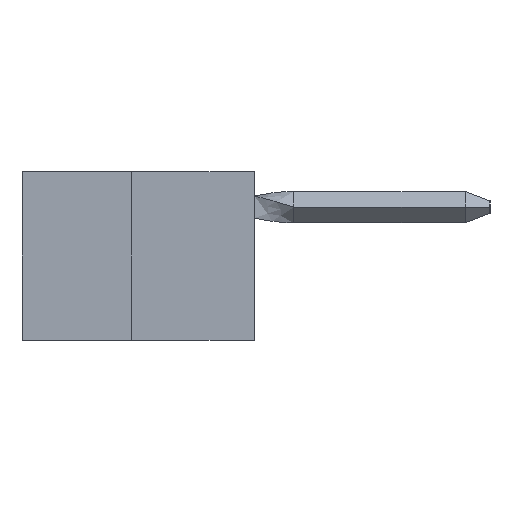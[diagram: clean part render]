
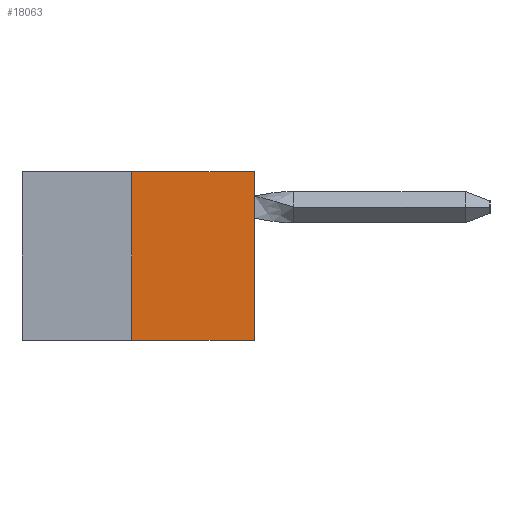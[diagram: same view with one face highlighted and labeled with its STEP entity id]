
A CAD part, left-side view. The second image highlights one B-rep face of the part: STEP entity #18063.
In plain terms, the highlighted planar face has unit normal (-1, 0, 0).
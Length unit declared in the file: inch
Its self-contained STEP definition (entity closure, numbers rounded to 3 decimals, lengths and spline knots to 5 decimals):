
#935 = AXIS2_PLACEMENT_3D ( 'NONE', #13615, #8063, #19353 ) ;
#2433 = CARTESIAN_POINT ( 'NONE',  ( 0., 0.25, 0. ) ) ;
#3495 = LINE ( 'NONE', #14998, #22451 ) ;
#4913 = VERTEX_POINT ( 'NONE', #12628 ) ;
#5313 = VERTEX_POINT ( 'NONE', #2433 ) ;
#5977 = DIRECTION ( 'NONE',  ( 0., 0., 1. ) ) ;
#6020 = CARTESIAN_POINT ( 'NONE',  ( 0., 0.473, 0. ) ) ;
#7637 = EDGE_CURVE ( 'NONE', #5313, #10193, #21948, .T. ) ;
#7713 = VECTOR ( 'NONE', #9191, 39.37008 ) ;
#8063 = DIRECTION ( 'NONE',  ( 1., 0., 0. ) ) ;
#8816 = CARTESIAN_POINT ( 'NONE',  ( 0., 0.25, -0.343 ) ) ;
#9191 = DIRECTION ( 'NONE',  ( 0., -1., 0. ) ) ;
#9564 = LINE ( 'NONE', #13613, #23593 ) ;
#9920 = ORIENTED_EDGE ( 'NONE', *, *, #10098, .F. ) ;
#10098 = EDGE_CURVE ( 'NONE', #10430, #5313, #3495, .T. ) ;
#10193 = VERTEX_POINT ( 'NONE', #20841 ) ;
#10430 = VERTEX_POINT ( 'NONE', #8816 ) ;
#11625 = ORIENTED_EDGE ( 'NONE', *, *, #12273, .T. ) ;
#12273 = EDGE_CURVE ( 'NONE', #10430, #4913, #16591, .T. ) ;
#12628 = CARTESIAN_POINT ( 'NONE',  ( 0., 0., -0.343 ) ) ;
#12907 = FACE_OUTER_BOUND ( 'NONE', #13706, .T. ) ;
#13613 = CARTESIAN_POINT ( 'NONE',  ( 0., 0., 0. ) ) ;
#13615 = CARTESIAN_POINT ( 'NONE',  ( 0., 0.473, 0. ) ) ;
#13706 = EDGE_LOOP ( 'NONE', ( #14060, #9920, #11625, #14619 ) ) ;
#13761 = PLANE ( 'NONE',  #935 ) ;
#14060 = ORIENTED_EDGE ( 'NONE', *, *, #7637, .F. ) ;
#14619 = ORIENTED_EDGE ( 'NONE', *, *, #16147, .T. ) ;
#14699 = CARTESIAN_POINT ( 'NONE',  ( 0., 0.473, -0.343 ) ) ;
#14998 = CARTESIAN_POINT ( 'NONE',  ( 0., 0.25, 0. ) ) ;
#15643 = VECTOR ( 'NONE', #16033, 39.37008 ) ;
#16033 = DIRECTION ( 'NONE',  ( 0., -1., 0. ) ) ;
#16147 = EDGE_CURVE ( 'NONE', #4913, #10193, #9564, .T. ) ;
#16591 = LINE ( 'NONE', #14699, #7713 ) ;
#18063 = ADVANCED_FACE ( 'NONE', ( #12907 ), #13761, .F. ) ;
#18827 = DIRECTION ( 'NONE',  ( 0., 0., 1. ) ) ;
#19353 = DIRECTION ( 'NONE',  ( 0., 0., -1. ) ) ;
#20841 = CARTESIAN_POINT ( 'NONE',  ( 0., 0., 0. ) ) ;
#21948 = LINE ( 'NONE', #6020, #15643 ) ;
#22451 = VECTOR ( 'NONE', #18827, 39.37008 ) ;
#23593 = VECTOR ( 'NONE', #5977, 39.37008 ) ;
